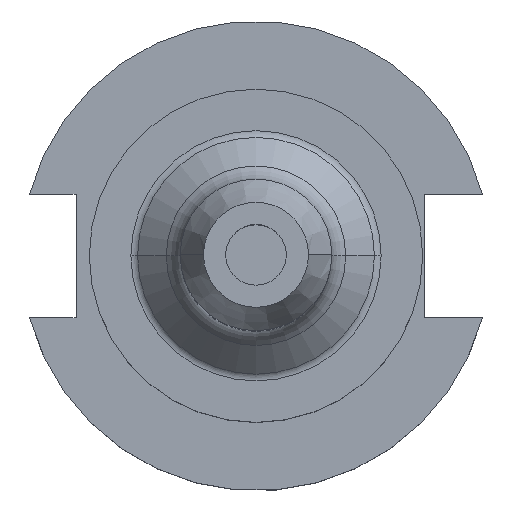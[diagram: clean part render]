
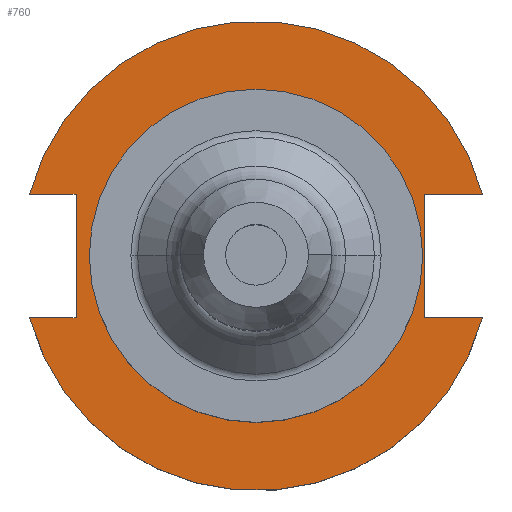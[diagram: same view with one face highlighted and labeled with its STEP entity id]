
A CAD part, top view. The second image highlights one B-rep face of the part: STEP entity #760.
In plain terms, the highlighted planar face has unit normal (0, 0, 1).
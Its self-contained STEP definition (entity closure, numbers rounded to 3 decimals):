
#3 = CARTESIAN_POINT ( 'NONE',  ( 35.306, -12.954, 19.05 ) ) ;
#12 = AXIS2_PLACEMENT_3D ( 'NONE', #1133, #1560, #1569 ) ;
#19 = VERTEX_POINT ( 'NONE', #224 ) ;
#25 = LINE ( 'NONE', #1510, #304 ) ;
#31 = CARTESIAN_POINT ( 'NONE',  ( -37.719, -12.954, 19.05 ) ) ;
#68 = VECTOR ( 'NONE', #795, 1000. ) ;
#101 = CARTESIAN_POINT ( 'NONE',  ( 0., 0., 19.05 ) ) ;
#117 = CARTESIAN_POINT ( 'NONE',  ( 0., 0., 19.05 ) ) ;
#123 = DIRECTION ( 'NONE',  ( 1., 0., 0. ) ) ;
#141 = LINE ( 'NONE', #388, #509 ) ;
#148 = DIRECTION ( 'NONE',  ( 1., 0., 0. ) ) ;
#152 = CARTESIAN_POINT ( 'NONE',  ( 0., 0., 19.05 ) ) ;
#184 = ORIENTED_EDGE ( 'NONE', *, *, #512, .F. ) ;
#218 = VECTOR ( 'NONE', #1713, 1000. ) ;
#224 = CARTESIAN_POINT ( 'NONE',  ( 47.477, -12.954, 19.05 ) ) ;
#264 = EDGE_CURVE ( 'NONE', #1232, #1364, #747, .T. ) ;
#280 = VERTEX_POINT ( 'NONE', #1762 ) ;
#287 = ORIENTED_EDGE ( 'NONE', *, *, #1667, .F. ) ;
#291 = EDGE_LOOP ( 'NONE', ( #573, #542 ) ) ;
#304 = VECTOR ( 'NONE', #1410, 1000. ) ;
#311 = DIRECTION ( 'NONE',  ( 1., 0., 0. ) ) ;
#342 = CIRCLE ( 'NONE', #1185, 34.925 ) ;
#357 = ORIENTED_EDGE ( 'NONE', *, *, #1616, .T. ) ;
#361 = DIRECTION ( 'NONE',  ( 1., 0., 0. ) ) ;
#369 = VERTEX_POINT ( 'NONE', #1671 ) ;
#376 = ORIENTED_EDGE ( 'NONE', *, *, #1087, .F. ) ;
#377 = EDGE_LOOP ( 'NONE', ( #357, #847, #1508, #287, #607, #184, #376, #550 ) ) ;
#383 = EDGE_CURVE ( 'NONE', #657, #19, #1262, .T. ) ;
#388 = CARTESIAN_POINT ( 'NONE',  ( 35.306, 12.954, 19.05 ) ) ;
#436 = EDGE_CURVE ( 'NONE', #470, #502, #479, .T. ) ;
#441 = PLANE ( 'NONE',  #12 ) ;
#455 = CARTESIAN_POINT ( 'NONE',  ( 47.477, 12.954, 19.05 ) ) ;
#464 = CARTESIAN_POINT ( 'NONE',  ( -63.719, -12.954, 19.05 ) ) ;
#470 = VERTEX_POINT ( 'NONE', #455 ) ;
#476 = DIRECTION ( 'NONE',  ( 0., 0., 1. ) ) ;
#479 = CIRCLE ( 'NONE', #1018, 49.212 ) ;
#501 = CARTESIAN_POINT ( 'NONE',  ( 0., 0., 19.05 ) ) ;
#502 = VERTEX_POINT ( 'NONE', #1678 ) ;
#509 = VECTOR ( 'NONE', #756, 1000. ) ;
#512 = EDGE_CURVE ( 'NONE', #1518, #502, #25, .T. ) ;
#542 = ORIENTED_EDGE ( 'NONE', *, *, #264, .F. ) ;
#550 = ORIENTED_EDGE ( 'NONE', *, *, #1706, .F. ) ;
#573 = ORIENTED_EDGE ( 'NONE', *, *, #1488, .F. ) ;
#607 = ORIENTED_EDGE ( 'NONE', *, *, #436, .T. ) ;
#630 = DIRECTION ( 'NONE',  ( 1., 0., 0. ) ) ;
#656 = CIRCLE ( 'NONE', #1636, 49.212 ) ;
#657 = VERTEX_POINT ( 'NONE', #3 ) ;
#685 = CARTESIAN_POINT ( 'NONE',  ( -37.719, 12.954, 19.05 ) ) ;
#737 = CARTESIAN_POINT ( 'NONE',  ( -37.719, 12.954, 19.05 ) ) ;
#747 = CIRCLE ( 'NONE', #1063, 34.925 ) ;
#756 = DIRECTION ( 'NONE',  ( -1., 0., 0. ) ) ;
#760 = ADVANCED_FACE ( 'NONE', ( #1115, #1774 ), #441, .T. ) ;
#795 = DIRECTION ( 'NONE',  ( 1., 0., 0. ) ) ;
#808 = LINE ( 'NONE', #464, #68 ) ;
#847 = ORIENTED_EDGE ( 'NONE', *, *, #383, .F. ) ;
#902 = VECTOR ( 'NONE', #311, 1000. ) ;
#916 = DIRECTION ( 'NONE',  ( 0., 0., 1. ) ) ;
#950 = EDGE_CURVE ( 'NONE', #280, #657, #1487, .T. ) ;
#999 = CARTESIAN_POINT ( 'NONE',  ( 35.306, 12.954, 19.05 ) ) ;
#1011 = CARTESIAN_POINT ( 'NONE',  ( 35.306, -12.954, 19.05 ) ) ;
#1018 = AXIS2_PLACEMENT_3D ( 'NONE', #152, #1110, #123 ) ;
#1063 = AXIS2_PLACEMENT_3D ( 'NONE', #101, #1213, #148 ) ;
#1087 = EDGE_CURVE ( 'NONE', #1245, #1518, #1329, .T. ) ;
#1110 = DIRECTION ( 'NONE',  ( 0., 0., 1. ) ) ;
#1115 = FACE_BOUND ( 'NONE', #291, .T. ) ;
#1132 = VECTOR ( 'NONE', #1442, 1000. ) ;
#1133 = CARTESIAN_POINT ( 'NONE',  ( 0., 49.212, 19.05 ) ) ;
#1185 = AXIS2_PLACEMENT_3D ( 'NONE', #117, #476, #630 ) ;
#1213 = DIRECTION ( 'NONE',  ( 0., 0., 1. ) ) ;
#1232 = VERTEX_POINT ( 'NONE', #1366 ) ;
#1245 = VERTEX_POINT ( 'NONE', #31 ) ;
#1262 = LINE ( 'NONE', #1011, #902 ) ;
#1312 = CARTESIAN_POINT ( 'NONE',  ( 34.925, 0., 19.05 ) ) ;
#1329 = LINE ( 'NONE', #737, #218 ) ;
#1364 = VERTEX_POINT ( 'NONE', #1312 ) ;
#1366 = CARTESIAN_POINT ( 'NONE',  ( -34.925, 0., 19.05 ) ) ;
#1410 = DIRECTION ( 'NONE',  ( -1., 0., 0. ) ) ;
#1442 = DIRECTION ( 'NONE',  ( 0., -1., 0. ) ) ;
#1487 = LINE ( 'NONE', #999, #1132 ) ;
#1488 = EDGE_CURVE ( 'NONE', #1364, #1232, #342, .T. ) ;
#1508 = ORIENTED_EDGE ( 'NONE', *, *, #950, .F. ) ;
#1510 = CARTESIAN_POINT ( 'NONE',  ( -63.719, 12.954, 19.05 ) ) ;
#1518 = VERTEX_POINT ( 'NONE', #685 ) ;
#1560 = DIRECTION ( 'NONE',  ( 0., 0., 1. ) ) ;
#1569 = DIRECTION ( 'NONE',  ( 1., 0., 0. ) ) ;
#1616 = EDGE_CURVE ( 'NONE', #369, #19, #656, .T. ) ;
#1636 = AXIS2_PLACEMENT_3D ( 'NONE', #501, #916, #361 ) ;
#1667 = EDGE_CURVE ( 'NONE', #470, #280, #141, .T. ) ;
#1671 = CARTESIAN_POINT ( 'NONE',  ( -47.477, -12.954, 19.05 ) ) ;
#1678 = CARTESIAN_POINT ( 'NONE',  ( -47.477, 12.954, 19.05 ) ) ;
#1706 = EDGE_CURVE ( 'NONE', #369, #1245, #808, .T. ) ;
#1713 = DIRECTION ( 'NONE',  ( 0., 1., 0. ) ) ;
#1762 = CARTESIAN_POINT ( 'NONE',  ( 35.306, 12.954, 19.05 ) ) ;
#1774 = FACE_OUTER_BOUND ( 'NONE', #377, .T. ) ;
